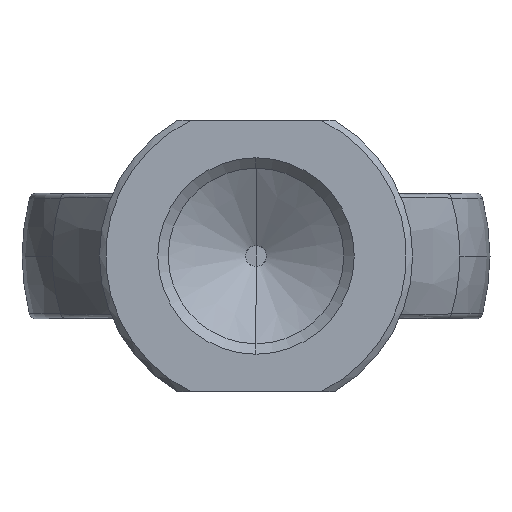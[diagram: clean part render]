
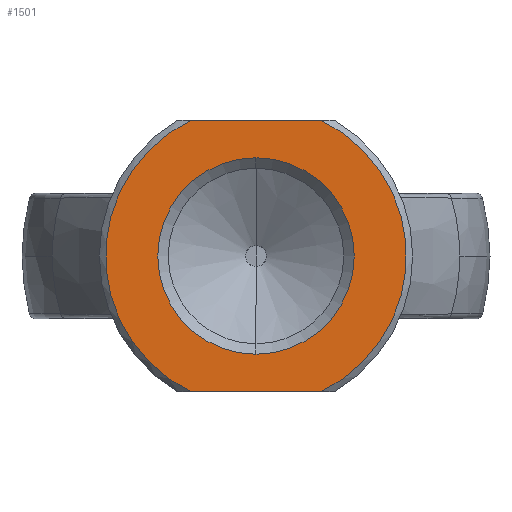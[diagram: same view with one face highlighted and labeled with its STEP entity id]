
A CAD part, left-side view. The second image highlights one B-rep face of the part: STEP entity #1501.
In plain terms, the highlighted planar face has unit normal (-1, 0, 0).
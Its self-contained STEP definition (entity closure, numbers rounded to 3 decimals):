
#25 = FACE_BOUND ( 'NONE', #1674, .T. ) ;
#91 = EDGE_CURVE ( 'NONE', #951, #919, #1862, .T. ) ;
#128 = CIRCLE ( 'NONE', #1292, 36. ) ;
#132 = LINE ( 'NONE', #804, #133 ) ;
#133 = VECTOR ( 'NONE', #803, 1000. ) ;
#292 = CARTESIAN_POINT ( 'NONE',  ( 0., 18.708, 32.5 ) ) ;
#293 = DIRECTION ( 'NONE',  ( 0., -1., 0. ) ) ;
#300 = CARTESIAN_POINT ( 'NONE',  ( 0., 21., 0. ) ) ;
#309 = PLANE ( 'NONE',  #1211 ) ;
#310 = DIRECTION ( 'NONE',  ( 1., 0., 0. ) ) ;
#311 = DIRECTION ( 'NONE',  ( 0., 0., -1. ) ) ;
#709 = DIRECTION ( 'NONE',  ( 1., 0., 0. ) ) ;
#722 = CARTESIAN_POINT ( 'NONE',  ( 0., 0., 0. ) ) ;
#728 = DIRECTION ( 'NONE',  ( 0., 0., -1. ) ) ;
#729 = DIRECTION ( 'NONE',  ( -1., 0., 0. ) ) ;
#734 = DIRECTION ( 'NONE',  ( 0., 0., -1. ) ) ;
#803 = DIRECTION ( 'NONE',  ( 0., 1., 0. ) ) ;
#804 = CARTESIAN_POINT ( 'NONE',  ( 0., 18.708, -32.5 ) ) ;
#844 = DIRECTION ( 'NONE',  ( 0., 0., -1. ) ) ;
#845 = DIRECTION ( 'NONE',  ( 1., 0., 0. ) ) ;
#846 = CARTESIAN_POINT ( 'NONE',  ( 0., 0., 0. ) ) ;
#919 = VERTEX_POINT ( 'NONE', #1059 ) ;
#922 = VERTEX_POINT ( 'NONE', #1071 ) ;
#924 = VERTEX_POINT ( 'NONE', #968 ) ;
#933 = VERTEX_POINT ( 'NONE', #1057 ) ;
#940 = VERTEX_POINT ( 'NONE', #1042 ) ;
#951 = VERTEX_POINT ( 'NONE', #1079 ) ;
#968 = CARTESIAN_POINT ( 'NONE',  ( 0., -15.484, -32.5 ) ) ;
#1014 = CARTESIAN_POINT ( 'NONE',  ( 0., 0., 0. ) ) ;
#1023 = DIRECTION ( 'NONE',  ( -1., 0., 0. ) ) ;
#1042 = CARTESIAN_POINT ( 'NONE',  ( 0., 15.484, 32.5 ) ) ;
#1057 = CARTESIAN_POINT ( 'NONE',  ( 0., 15.484, -32.5 ) ) ;
#1059 = CARTESIAN_POINT ( 'NONE',  ( 0., 0., -23.5 ) ) ;
#1071 = CARTESIAN_POINT ( 'NONE',  ( 0., -15.484, 32.5 ) ) ;
#1079 = CARTESIAN_POINT ( 'NONE',  ( 0., 0., 23.5 ) ) ;
#1081 = CARTESIAN_POINT ( 'NONE',  ( 0., 0., 0. ) ) ;
#1084 = DIRECTION ( 'NONE',  ( 0., 0., -1. ) ) ;
#1181 = AXIS2_PLACEMENT_3D ( 'NONE', #1081, #1023, #1084 ) ;
#1211 = AXIS2_PLACEMENT_3D ( 'NONE', #300, #310, #311 ) ;
#1247 = EDGE_CURVE ( 'NONE', #940, #933, #1880, .T. ) ;
#1292 = AXIS2_PLACEMENT_3D ( 'NONE', #722, #729, #728 ) ;
#1299 = AXIS2_PLACEMENT_3D ( 'NONE', #1014, #709, #734 ) ;
#1320 = EDGE_CURVE ( 'NONE', #919, #951, #1941, .T. ) ;
#1336 = EDGE_CURVE ( 'NONE', #924, #922, #128, .T. ) ;
#1339 = EDGE_CURVE ( 'NONE', #924, #933, #132, .T. ) ;
#1408 = EDGE_CURVE ( 'NONE', #940, #922, #1998, .T. ) ;
#1416 = AXIS2_PLACEMENT_3D ( 'NONE', #846, #845, #844 ) ;
#1501 = ADVANCED_FACE ( 'NONE', ( #25, #2000 ), #309, .F. ) ;
#1635 = ORIENTED_EDGE ( 'NONE', *, *, #91, .T. ) ;
#1661 = ORIENTED_EDGE ( 'NONE', *, *, #1339, .F. ) ;
#1669 = ORIENTED_EDGE ( 'NONE', *, *, #1336, .T. ) ;
#1674 = EDGE_LOOP ( 'NONE', ( #1635, #1788 ) ) ;
#1680 = EDGE_LOOP ( 'NONE', ( #1661, #1669, #1781, #1720 ) ) ;
#1720 = ORIENTED_EDGE ( 'NONE', *, *, #1247, .T. ) ;
#1781 = ORIENTED_EDGE ( 'NONE', *, *, #1408, .F. ) ;
#1788 = ORIENTED_EDGE ( 'NONE', *, *, #1320, .T. ) ;
#1862 = CIRCLE ( 'NONE', #1416, 23.5 ) ;
#1880 = CIRCLE ( 'NONE', #1181, 36. ) ;
#1941 = CIRCLE ( 'NONE', #1299, 23.5 ) ;
#1998 = LINE ( 'NONE', #292, #2002 ) ;
#2000 = FACE_OUTER_BOUND ( 'NONE', #1680, .T. ) ;
#2002 = VECTOR ( 'NONE', #293, 1000. ) ;
